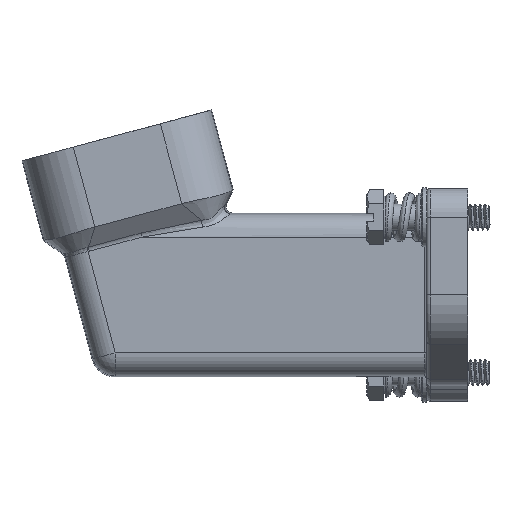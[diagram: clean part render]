
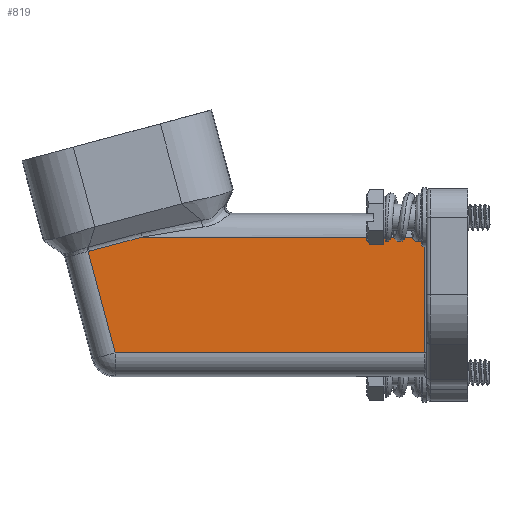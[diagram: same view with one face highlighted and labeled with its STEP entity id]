
A CAD part, left-side view. The second image highlights one B-rep face of the part: STEP entity #819.
In plain terms, the highlighted planar face has unit normal (-1, 0, 0).
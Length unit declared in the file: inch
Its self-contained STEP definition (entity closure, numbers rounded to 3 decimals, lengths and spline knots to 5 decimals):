
#409=FACE_OUTER_BOUND('',#1747,.T.);
#819=ADVANCED_FACE('',(#409),#1191,.T.);
#1191=PLANE('',#7297);
#1375=B_SPLINE_CURVE_WITH_KNOTS('',3,(#12612,#12613,#12614,#12615,#12616,
#12617),.UNSPECIFIED.,.F.,.F.,(4,1,1,4),(0.,0.33333,0.66667,
1.),.UNSPECIFIED.);
#1747=EDGE_LOOP('',(#3659,#3660,#3661,#3662,#3663,#3664));
#2269=LINE('',#12718,#2764);
#2271=LINE('',#12727,#2766);
#2272=LINE('',#12729,#2767);
#2273=LINE('',#12730,#2768);
#2274=LINE('',#12732,#2769);
#2764=VECTOR('',#8300,1.);
#2766=VECTOR('',#8308,1.);
#2767=VECTOR('',#8311,1.);
#2768=VECTOR('',#8312,1.);
#2769=VECTOR('',#8313,1.);
#3659=ORIENTED_EDGE('',*,*,#6144,.F.);
#3660=ORIENTED_EDGE('',*,*,#6152,.F.);
#3661=ORIENTED_EDGE('',*,*,#6157,.T.);
#3662=ORIENTED_EDGE('',*,*,#6156,.F.);
#3663=ORIENTED_EDGE('',*,*,#6158,.F.);
#3664=ORIENTED_EDGE('',*,*,#6159,.F.);
#5397=VERTEX_POINT('',#12601);
#5399=VERTEX_POINT('',#12611);
#5404=VERTEX_POINT('',#12717);
#5405=VERTEX_POINT('',#12721);
#5408=VERTEX_POINT('',#12726);
#5409=VERTEX_POINT('',#12731);
#6144=EDGE_CURVE('',#5399,#5397,#1375,.T.);
#6152=EDGE_CURVE('',#5404,#5399,#2269,.T.);
#6156=EDGE_CURVE('',#5408,#5405,#2271,.T.);
#6157=EDGE_CURVE('',#5404,#5405,#2272,.T.);
#6158=EDGE_CURVE('',#5409,#5408,#2273,.T.);
#6159=EDGE_CURVE('',#5397,#5409,#2274,.T.);
#7297=AXIS2_PLACEMENT_3D('',#12733,#8314,#8315);
#8300=DIRECTION('',(0.,0.259,0.966));
#8308=DIRECTION('',(0.,0.,-1.));
#8311=DIRECTION('',(0.,-1.,0.));
#8312=DIRECTION('',(0.,-1.,0.));
#8313=DIRECTION('',(0.,-0.966,0.259));
#8314=DIRECTION('',(-1.,0.,0.));
#8315=DIRECTION('',(0.,0.,1.));
#12601=CARTESIAN_POINT('',(-1.94062,2.11623,1.19462));
#12611=CARTESIAN_POINT('',(-1.94062,2.12439,1.19263));
#12612=CARTESIAN_POINT('',(-1.94062,2.12439,1.19263));
#12613=CARTESIAN_POINT('',(-1.94062,2.12352,1.19282));
#12614=CARTESIAN_POINT('',(-1.94062,2.12174,1.19322));
#12615=CARTESIAN_POINT('',(-1.94062,2.11903,1.19389));
#12616=CARTESIAN_POINT('',(-1.94062,2.11717,1.19437));
#12617=CARTESIAN_POINT('',(-1.94062,2.11623,1.19462));
#12717=CARTESIAN_POINT('',(-1.94062,1.96116,0.58344));
#12718=CARTESIAN_POINT('',(-1.94062,1.96116,0.58344));
#12721=CARTESIAN_POINT('',(-1.94062,0.10039,0.58344));
#12726=CARTESIAN_POINT('',(-1.94062,0.10039,1.27969));
#12727=CARTESIAN_POINT('',(-1.94062,0.10039,1.27969));
#12729=CARTESIAN_POINT('',(-1.94062,1.96116,0.58344));
#12730=CARTESIAN_POINT('',(-1.94062,1.79876,1.27969));
#12731=CARTESIAN_POINT('',(-1.94062,1.79876,1.27969));
#12732=CARTESIAN_POINT('',(-1.94062,2.11623,1.19462));
#12733=CARTESIAN_POINT('',(-1.94062,0.44173,0.57723));
